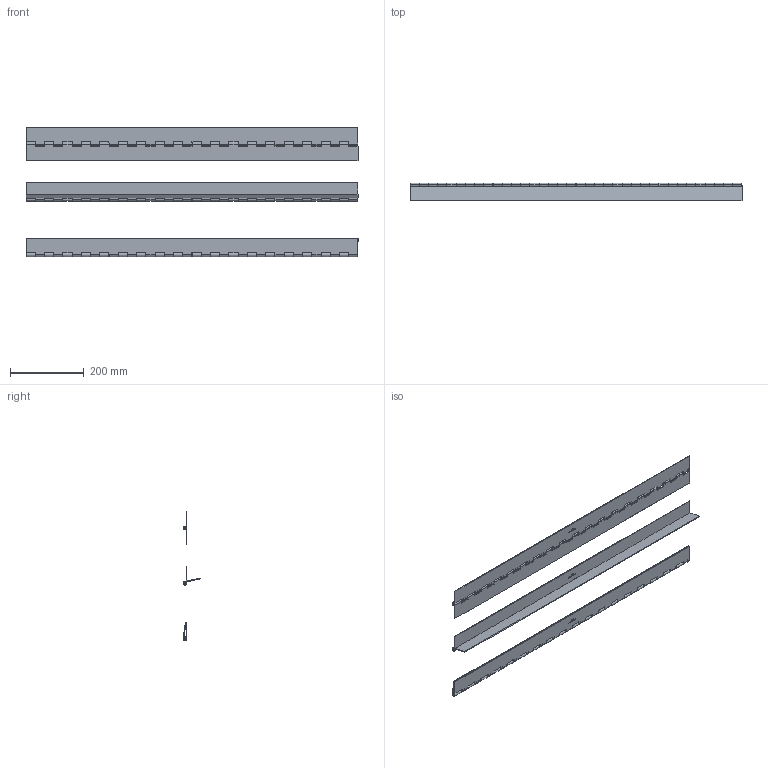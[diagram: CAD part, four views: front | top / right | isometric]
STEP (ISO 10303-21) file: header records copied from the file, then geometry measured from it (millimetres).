
FILE_DESCRIPTION (( 'STEP AP214' ), '1' );
FILE_NAME ('76873-Piano Hinge Galvanised Unpunched 90mm 900mm.STEP', '2019-01-03T21:44:50', ( '' ), ( '' ), 'SwSTEP 2.0', 'SolidWorks 2018', '' );
FILE_SCHEMA (( 'AUTOMOTIVE_DESIGN' ));
Length unit declared in the file: millimetre
Products named in the file (4): Top; Bottom; 76873-Piano Hinge Galvanised Unpunched 90mm 900mm; Pin
Assembly tree (9 placements, depth 2):
  76873-Piano Hinge Galvanised Unpunched 90mm 900mm
    Bottom  x3
    Pin  x3
    Top  x3
Bounding box: 900 x 48.37 x 350 mm (x, y, z)
Volume: 650366.9 mm3; surface area: 665088.1 mm2
Topology: 9 solids, 9 shells, 1902 faces, 5418 edges, 3612 vertices
Faces by surface type: plane 906, cylinder 654, bspline 342
Entity records: 27304 total; most frequent: CARTESIAN_POINT 10930, ORIENTED_EDGE 3612, DIRECTION 3078, EDGE_CURVE 1806, VERTEX_POINT 1204, VECTOR 1142, LINE 1142, AXIS2_PLACEMENT_3D 968
